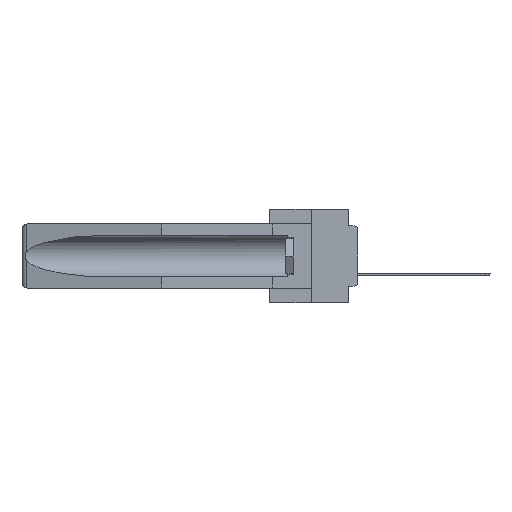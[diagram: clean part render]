
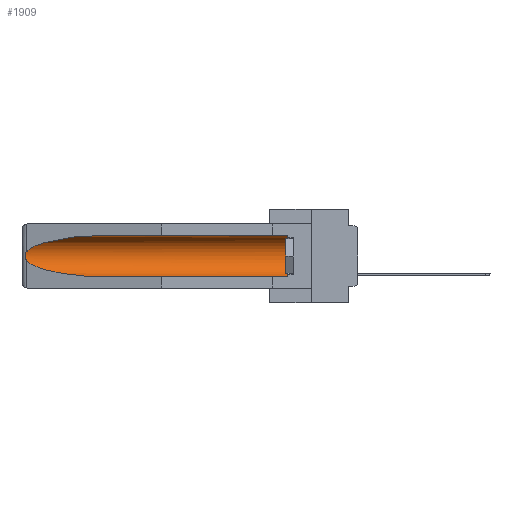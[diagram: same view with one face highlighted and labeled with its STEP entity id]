
A CAD part, left-side view. The second image highlights one B-rep face of the part: STEP entity #1909.
In plain terms, the highlighted cylindrical face has radius 2.857 mm (diameter 5.715 mm), a partial arc.
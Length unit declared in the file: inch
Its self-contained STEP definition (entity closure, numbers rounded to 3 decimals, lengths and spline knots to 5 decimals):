
#787 = VERTEX_POINT ( 'NONE', #873 ) ;
#873 = CARTESIAN_POINT ( 'NONE',  ( 0.155, 1.07973, -0.284 ) ) ;
#1163 = CARTESIAN_POINT ( 'NONE',  ( 0.26537, 1.52718, -0.19328 ) ) ;
#1582 = CARTESIAN_POINT ( 'NONE',  ( 0.2673, 1.5327, -0.16383 ) ) ;
#1738 = CARTESIAN_POINT ( 'NONE',  ( 0.2675, 1.53308, -0.17534 ) ) ;
#1909 = ADVANCED_FACE ( 'NONE', ( #2779 ), #18382, .F. ) ;
#2269 = EDGE_CURVE ( 'NONE', #13959, #15408, #5085, .T. ) ;
#2747 = CARTESIAN_POINT ( 'NONE',  ( 0.25451, 1.48313, -0.09465 ) ) ;
#2779 = FACE_OUTER_BOUND ( 'NONE', #11261, .T. ) ;
#2998 = AXIS2_PLACEMENT_3D ( 'NONE', #4183, #4462, #26794 ) ;
#4183 = CARTESIAN_POINT ( 'NONE',  ( 0.155, 0.126, -0.1715 ) ) ;
#4462 = DIRECTION ( 'NONE',  ( 0., -1., 0. ) ) ;
#4946 = ORIENTED_EDGE ( 'NONE', *, *, #26617, .T. ) ;
#5085 =( BOUNDED_CURVE ( )  B_SPLINE_CURVE ( 3, ( #18063, #20106, #2747, #17903 ),
 .UNSPECIFIED., .F., .T. ) 
 B_SPLINE_CURVE_WITH_KNOTS ( ( 4, 4 ),
 ( 4.71239, 6.08839 ),
 .UNSPECIFIED. ) 
 CURVE ( )  GEOMETRIC_REPRESENTATION_ITEM ( )  RATIONAL_B_SPLINE_CURVE ( ( 1., 0.848, 0.848, 1. ) ) 
 REPRESENTATION_ITEM ( '' )  );
#5127 = DIRECTION ( 'NONE',  ( 0., 0., 1. ) ) ;
#5407 = DIRECTION ( 'NONE',  ( 0., 1., 0. ) ) ;
#6252 = CARTESIAN_POINT ( 'NONE',  ( 0.26597, 1.5296, -0.19026 ) ) ;
#6513 = CARTESIAN_POINT ( 'NONE',  ( 0.155, 1.07973, -0.059 ) ) ;
#7310 = CARTESIAN_POINT ( 'NONE',  ( 0.155, -0.30754, -0.1715 ) ) ;
#9724 = LINE ( 'NONE', #26958, #24135 ) ;
#10688 = VERTEX_POINT ( 'NONE', #19725 ) ;
#11260 = CARTESIAN_POINT ( 'NONE',  ( 0.21114, 1.30732, -0.284 ) ) ;
#11261 = EDGE_LOOP ( 'NONE', ( #17126, #22523, #4946, #21078, #14506, #19039 ) ) ;
#11535 = LINE ( 'NONE', #25137, #14282 ) ;
#11810 = CARTESIAN_POINT ( 'NONE',  ( 0.26597, 1.52961, -0.15275 ) ) ;
#12738 = EDGE_CURVE ( 'NONE', #15137, #10688, #13689, .T. ) ;
#13024 = CARTESIAN_POINT ( 'NONE',  ( 0.26537, 1.52718, -0.19328 ) ) ;
#13689 = CIRCLE ( 'NONE', #2998, 0.1125 ) ;
#13959 = VERTEX_POINT ( 'NONE', #6513 ) ;
#14186 =( BOUNDED_CURVE ( )  B_SPLINE_CURVE ( 3, ( #13024, #24151, #11260, #26753 ),
 .UNSPECIFIED., .F., .T. ) 
 B_SPLINE_CURVE_WITH_KNOTS ( ( 4, 4 ),
 ( 0.1948, 1.5708 ),
 .UNSPECIFIED. ) 
 CURVE ( )  GEOMETRIC_REPRESENTATION_ITEM ( )  RATIONAL_B_SPLINE_CURVE ( ( 1., 0.848, 0.848, 1. ) ) 
 REPRESENTATION_ITEM ( '' )  );
#14282 = VECTOR ( 'NONE', #5407, 39.37008 ) ;
#14506 = ORIENTED_EDGE ( 'NONE', *, *, #12738, .T. ) ;
#14732 = AXIS2_PLACEMENT_3D ( 'NONE', #7310, #25131, #5127 ) ;
#15137 = VERTEX_POINT ( 'NONE', #20892 ) ;
#15408 = VERTEX_POINT ( 'NONE', #16175 ) ;
#16175 = CARTESIAN_POINT ( 'NONE',  ( 0.26537, 1.52718, -0.14972 ) ) ;
#17126 = ORIENTED_EDGE ( 'NONE', *, *, #2269, .T. ) ;
#17427 = EDGE_CURVE ( 'NONE', #10688, #13959, #11535, .T. ) ;
#17496 = EDGE_CURVE ( 'NONE', #15408, #26535, #27549, .T. ) ;
#17903 = CARTESIAN_POINT ( 'NONE',  ( 0.26537, 1.52718, -0.14972 ) ) ;
#18063 = CARTESIAN_POINT ( 'NONE',  ( 0.155, 1.07973, -0.059 ) ) ;
#18284 = EDGE_CURVE ( 'NONE', #15137, #787, #9724, .T. ) ;
#18382 = CYLINDRICAL_SURFACE ( 'NONE', #14732, 0.1125 ) ;
#19039 = ORIENTED_EDGE ( 'NONE', *, *, #17427, .T. ) ;
#19725 = CARTESIAN_POINT ( 'NONE',  ( 0.155, 0.126, -0.059 ) ) ;
#20106 = CARTESIAN_POINT ( 'NONE',  ( 0.21114, 1.30732, -0.059 ) ) ;
#20737 = CARTESIAN_POINT ( 'NONE',  ( 0.26654, 1.53092, -0.15636 ) ) ;
#20892 = CARTESIAN_POINT ( 'NONE',  ( 0.155, 0.126, -0.284 ) ) ;
#21078 = ORIENTED_EDGE ( 'NONE', *, *, #18284, .F. ) ;
#21749 = CARTESIAN_POINT ( 'NONE',  ( 0.2675, 1.53308, -0.16763 ) ) ;
#22246 = CARTESIAN_POINT ( 'NONE',  ( 0.26537, 1.52718, -0.19328 ) ) ;
#22523 = ORIENTED_EDGE ( 'NONE', *, *, #17496, .T. ) ;
#22929 = CARTESIAN_POINT ( 'NONE',  ( 0.26537, 1.52718, -0.14972 ) ) ;
#22998 = DIRECTION ( 'NONE',  ( 0., 1., 0. ) ) ;
#24135 = VECTOR ( 'NONE', #22998, 39.37008 ) ;
#24151 = CARTESIAN_POINT ( 'NONE',  ( 0.25451, 1.48313, -0.24835 ) ) ;
#25131 = DIRECTION ( 'NONE',  ( 0., 1., 0. ) ) ;
#25137 = CARTESIAN_POINT ( 'NONE',  ( 0.155, -0.30754, -0.059 ) ) ;
#26136 = CARTESIAN_POINT ( 'NONE',  ( 0.2673, 1.53269, -0.17917 ) ) ;
#26535 = VERTEX_POINT ( 'NONE', #22246 ) ;
#26617 = EDGE_CURVE ( 'NONE', #26535, #787, #14186, .T. ) ;
#26753 = CARTESIAN_POINT ( 'NONE',  ( 0.155, 1.07973, -0.284 ) ) ;
#26794 = DIRECTION ( 'NONE',  ( 0., 0., 1. ) ) ;
#26958 = CARTESIAN_POINT ( 'NONE',  ( 0.155, -0.30754, -0.284 ) ) ;
#27549 = B_SPLINE_CURVE_WITH_KNOTS ( 'NONE', 3,
 ( #22929, #11810, #20737, #1582, #21749, #1738, #26136, #28042, #6252, #1163 ),
 .UNSPECIFIED., .F., .F.,
 ( 4, 2, 2, 2, 4 ),
 ( 0., 0.00029, 0.00058, 0.00087, 0.00117 ),
 .UNSPECIFIED. ) ;
#28042 = CARTESIAN_POINT ( 'NONE',  ( 0.26655, 1.53094, -0.18657 ) ) ;
